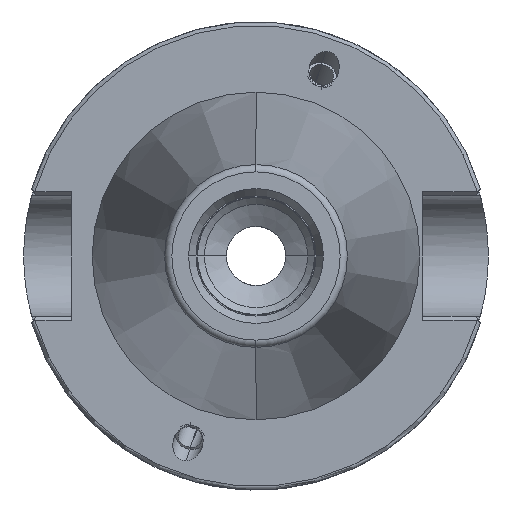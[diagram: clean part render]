
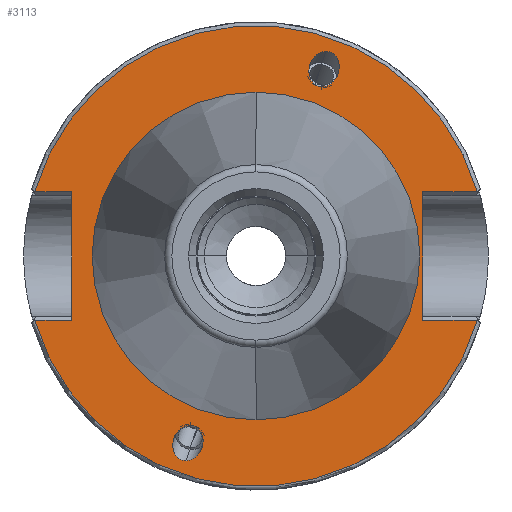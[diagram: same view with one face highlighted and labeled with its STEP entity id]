
A CAD part, left-side view. The second image highlights one B-rep face of the part: STEP entity #3113.
In plain terms, the highlighted planar face has unit normal (-1, 0, 0).
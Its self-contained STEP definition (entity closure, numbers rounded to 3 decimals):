
#116=CARTESIAN_POINT('',(3.175,0.,0.));
#117=DIRECTION('',(1.,0.,0.));
#118=DIRECTION('',(0.,1.,0.));
#119=AXIS2_PLACEMENT_3D('',#116,#117,#118);
#121=CARTESIAN_POINT('',(3.175,0.,0.));
#122=DIRECTION('',(1.,0.,0.));
#123=DIRECTION('',(0.,-1.,0.));
#124=AXIS2_PLACEMENT_3D('',#121,#122,#123);
#126=CARTESIAN_POINT('',(3.175,9.498,-27.766));
#127=CARTESIAN_POINT('',(3.175,9.257,-27.766));
#128=CARTESIAN_POINT('',(3.175,8.727,-27.663));
#129=CARTESIAN_POINT('',(3.175,7.941,-27.117));
#130=CARTESIAN_POINT('',(3.175,7.379,-26.257));
#131=CARTESIAN_POINT('',(3.175,7.151,-25.372));
#132=CARTESIAN_POINT('',(3.175,7.185,-24.486));
#133=CARTESIAN_POINT('',(3.175,7.557,-23.627));
#134=CARTESIAN_POINT('',(3.175,8.223,-23.08));
#135=CARTESIAN_POINT('',(3.175,8.731,-22.978));
#136=CARTESIAN_POINT('',(3.175,8.971,-22.978));
#138=CARTESIAN_POINT('',(3.175,8.971,-22.978));
#139=CARTESIAN_POINT('',(3.175,9.212,-22.978));
#140=CARTESIAN_POINT('',(3.175,9.742,-23.08));
#141=CARTESIAN_POINT('',(3.175,10.528,-23.627));
#142=CARTESIAN_POINT('',(3.175,11.09,-24.486));
#143=CARTESIAN_POINT('',(3.175,11.318,-25.372));
#144=CARTESIAN_POINT('',(3.175,11.284,-26.257));
#145=CARTESIAN_POINT('',(3.175,10.912,-27.117));
#146=CARTESIAN_POINT('',(3.175,10.246,-27.663));
#147=CARTESIAN_POINT('',(3.175,9.738,-27.766));
#148=CARTESIAN_POINT('',(3.175,9.498,-27.766));
#150=CARTESIAN_POINT('',(3.175,-9.498,27.766));
#151=CARTESIAN_POINT('',(3.175,-9.257,27.766));
#152=CARTESIAN_POINT('',(3.175,-8.727,27.663));
#153=CARTESIAN_POINT('',(3.175,-7.941,27.117));
#154=CARTESIAN_POINT('',(3.175,-7.379,26.257));
#155=CARTESIAN_POINT('',(3.175,-7.151,25.372));
#156=CARTESIAN_POINT('',(3.175,-7.185,24.486));
#157=CARTESIAN_POINT('',(3.175,-7.557,23.627));
#158=CARTESIAN_POINT('',(3.175,-8.223,23.08));
#159=CARTESIAN_POINT('',(3.175,-8.731,22.978));
#160=CARTESIAN_POINT('',(3.175,-8.971,22.978));
#162=CARTESIAN_POINT('',(3.175,-8.971,22.978));
#163=CARTESIAN_POINT('',(3.175,-9.212,22.978));
#164=CARTESIAN_POINT('',(3.175,-9.742,23.08));
#165=CARTESIAN_POINT('',(3.175,-10.528,23.627));
#166=CARTESIAN_POINT('',(3.175,-11.09,24.486));
#167=CARTESIAN_POINT('',(3.175,-11.318,25.372));
#168=CARTESIAN_POINT('',(3.175,-11.284,26.257));
#169=CARTESIAN_POINT('',(3.175,-10.912,27.117));
#170=CARTESIAN_POINT('',(3.175,-10.246,27.663));
#171=CARTESIAN_POINT('',(3.175,-9.738,27.766));
#172=CARTESIAN_POINT('',(3.175,-9.498,27.766));
#174=DIRECTION('',(0.,-1.,0.));
#175=VECTOR('',#174,5.017);
#176=CARTESIAN_POINT('',(3.175,30.017,8.69));
#177=LINE('',#176,#175);
#178=DIRECTION('',(0.,-1.,0.));
#179=VECTOR('',#178,7.417);
#180=CARTESIAN_POINT('',(3.175,-22.6,8.69));
#181=LINE('',#180,#179);
#182=DIRECTION('',(0.,1.,0.));
#183=VECTOR('',#182,7.417);
#184=CARTESIAN_POINT('',(3.175,-30.017,-8.69));
#185=LINE('',#184,#183);
#186=DIRECTION('',(0.,1.,0.));
#187=VECTOR('',#186,5.017);
#188=CARTESIAN_POINT('',(3.175,25.,-8.69));
#189=LINE('',#188,#187);
#701=DIRECTION('',(0.,0.,1.));
#702=VECTOR('',#701,17.38);
#703=CARTESIAN_POINT('',(3.175,-22.6,-8.69));
#704=LINE('',#703,#702);
#903=DIRECTION('',(0.,0.,-1.));
#904=VECTOR('',#903,17.38);
#905=CARTESIAN_POINT('',(3.175,25.,8.69));
#906=LINE('',#905,#904);
#1139=CARTESIAN_POINT('',(3.175,0.,0.));
#1140=DIRECTION('',(-1.,0.,0.));
#1141=DIRECTION('',(0.,-0.961,0.278));
#1142=AXIS2_PLACEMENT_3D('',#1139,#1140,#1141);
#1213=CARTESIAN_POINT('',(3.175,0.,0.));
#1214=DIRECTION('',(-1.,0.,0.));
#1215=DIRECTION('',(0.,0.961,-0.278));
#1216=AXIS2_PLACEMENT_3D('',#1213,#1214,#1215);
#2507=CARTESIAN_POINT('',(3.175,22.2,0.));
#2508=CARTESIAN_POINT('',(3.175,-22.2,0.));
#2509=VERTEX_POINT('',#2507);
#2510=VERTEX_POINT('',#2508);
#2561=VERTEX_POINT('',#126);
#2562=VERTEX_POINT('',#136);
#2597=CARTESIAN_POINT('',(3.175,30.017,8.69));
#2598=CARTESIAN_POINT('',(3.175,25.,8.69));
#2599=VERTEX_POINT('',#2597);
#2600=VERTEX_POINT('',#2598);
#2607=CARTESIAN_POINT('',(3.175,25.,-8.69));
#2608=CARTESIAN_POINT('',(3.175,30.017,-8.69));
#2609=VERTEX_POINT('',#2607);
#2610=VERTEX_POINT('',#2608);
#2617=CARTESIAN_POINT('',(3.175,-22.6,8.69));
#2618=CARTESIAN_POINT('',(3.175,-30.017,8.69));
#2619=VERTEX_POINT('',#2617);
#2620=VERTEX_POINT('',#2618);
#2627=CARTESIAN_POINT('',(3.175,-30.017,
-8.69));
#2628=CARTESIAN_POINT('',(3.175,-22.6,-8.69));
#2629=VERTEX_POINT('',#2627);
#2630=VERTEX_POINT('',#2628);
#2649=CARTESIAN_POINT('',(3.175,-9.498,27.766));
#2650=VERTEX_POINT('',#2649);
#2651=CARTESIAN_POINT('',(3.175,-8.971,22.978));
#2652=VERTEX_POINT('',#2651);
#3074=CARTESIAN_POINT('',(3.175,0.,0.));
#3075=DIRECTION('',(1.,0.,0.));
#3076=DIRECTION('',(0.,0.,1.));
#3077=AXIS2_PLACEMENT_3D('',#3074,#3075,#3076);
#3078=PLANE('',#3077);
#3080=ORIENTED_EDGE('',*,*,#3079,.F.);
#3082=ORIENTED_EDGE('',*,*,#3081,.F.);
#3084=ORIENTED_EDGE('',*,*,#3083,.F.);
#3086=ORIENTED_EDGE('',*,*,#3085,.F.);
#3088=ORIENTED_EDGE('',*,*,#3087,.F.);
#3090=ORIENTED_EDGE('',*,*,#3089,.F.);
#3092=ORIENTED_EDGE('',*,*,#3091,.F.);
#3094=ORIENTED_EDGE('',*,*,#3093,.F.);
#3095=EDGE_LOOP('',(#3080,#3082,#3084,#3086,#3088,#3090,#3092,#3094));
#3096=FACE_OUTER_BOUND('',#3095,.F.);
#3098=ORIENTED_EDGE('',*,*,#3097,.T.);
#3100=ORIENTED_EDGE('',*,*,#3099,.T.);
#3101=EDGE_LOOP('',(#3098,#3100));
#3102=FACE_BOUND('',#3101,.F.);
#3104=ORIENTED_EDGE('',*,*,#3103,.T.);
#3106=ORIENTED_EDGE('',*,*,#3105,.T.);
#3107=EDGE_LOOP('',(#3104,#3106));
#3108=FACE_BOUND('',#3107,.F.);
#3109=ORIENTED_EDGE('',*,*,#3027,.F.);
#3110=ORIENTED_EDGE('',*,*,#3042,.F.);
#3111=EDGE_LOOP('',(#3109,#3110));
#3112=FACE_BOUND('',#3111,.F.);
#3113=ADVANCED_FACE('',(#3096,#3102,#3108,#3112),#3078,.F.);
#120=CIRCLE('',#119,22.2);
#125=CIRCLE('',#124,22.2);
#137=B_SPLINE_CURVE_WITH_KNOTS('',3,(#126,#127,#128,#129,#130,#131,#132,#133,
#134,#135,#136),.UNSPECIFIED.,.F.,.F.,(4,1,1,1,1,1,1,1,4),(0.,0.125,0.25,
0.375,0.5,0.625,0.75,0.875,1.),.UNSPECIFIED.);
#149=B_SPLINE_CURVE_WITH_KNOTS('',3,(#138,#139,#140,#141,#142,#143,#144,#145,
#146,#147,#148),.UNSPECIFIED.,.F.,.F.,(4,1,1,1,1,1,1,1,4),(0.,0.125,0.25,
0.375,0.5,0.625,0.75,0.875,1.),.UNSPECIFIED.);
#161=B_SPLINE_CURVE_WITH_KNOTS('',3,(#150,#151,#152,#153,#154,#155,#156,#157,
#158,#159,#160),.UNSPECIFIED.,.F.,.F.,(4,1,1,1,1,1,1,1,4),(0.,0.125,0.25,
0.375,0.5,0.625,0.75,0.875,1.),.UNSPECIFIED.);
#173=B_SPLINE_CURVE_WITH_KNOTS('',3,(#162,#163,#164,#165,#166,#167,#168,#169,
#170,#171,#172),.UNSPECIFIED.,.F.,.F.,(4,1,1,1,1,1,1,1,4),(0.,0.125,0.25,
0.375,0.5,0.625,0.75,0.875,1.),.UNSPECIFIED.);
#1143=CIRCLE('',#1142,31.25);
#1217=CIRCLE('',#1216,31.25);
#3027=EDGE_CURVE('',#2509,#2510,#120,.T.);
#3042=EDGE_CURVE('',#2510,#2509,#125,.T.);
#3079=EDGE_CURVE('',#2599,#2600,#177,.T.);
#3081=EDGE_CURVE('',#2620,#2599,#1143,.T.);
#3083=EDGE_CURVE('',#2619,#2620,#181,.T.);
#3085=EDGE_CURVE('',#2630,#2619,#704,.T.);
#3087=EDGE_CURVE('',#2629,#2630,#185,.T.);
#3089=EDGE_CURVE('',#2610,#2629,#1217,.T.);
#3091=EDGE_CURVE('',#2609,#2610,#189,.T.);
#3093=EDGE_CURVE('',#2600,#2609,#906,.T.);
#3097=EDGE_CURVE('',#2561,#2562,#137,.T.);
#3099=EDGE_CURVE('',#2562,#2561,#149,.T.);
#3103=EDGE_CURVE('',#2650,#2652,#161,.T.);
#3105=EDGE_CURVE('',#2652,#2650,#173,.T.);
